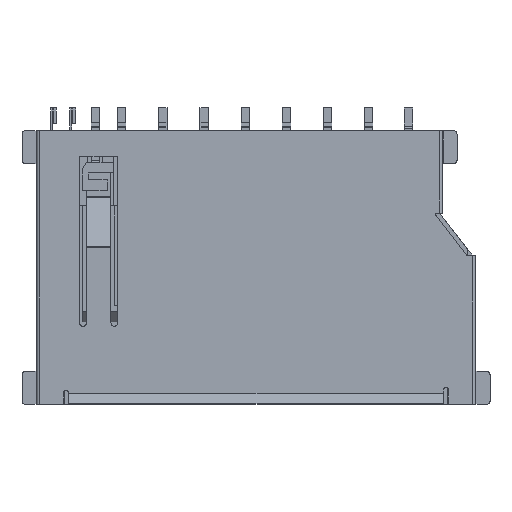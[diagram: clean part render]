
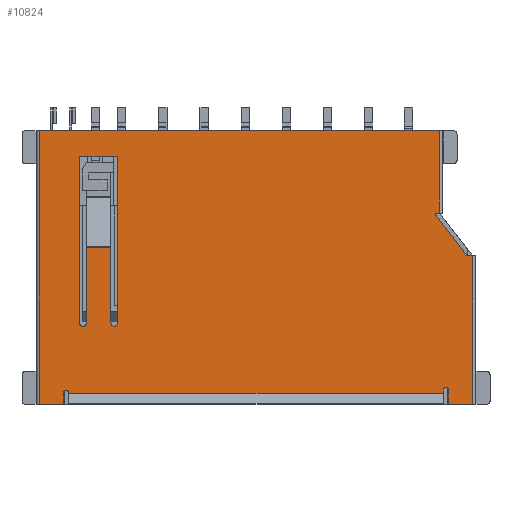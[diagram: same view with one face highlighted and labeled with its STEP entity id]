
A CAD part, top view. The second image highlights one B-rep face of the part: STEP entity #10824.
In plain terms, the highlighted face is planar.
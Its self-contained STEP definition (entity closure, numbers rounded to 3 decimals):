
#10003 = VERTEX_POINT('',#10004);
#10004 = CARTESIAN_POINT('',(-8.8,-25.64,0.091));
#10063 = VERTEX_POINT('',#10064);
#10064 = CARTESIAN_POINT('',(-10.3,-25.64,0.091));
#10099 = VERTEX_POINT('',#10100);
#10100 = CARTESIAN_POINT('',(10.924,-23.838,
    0.747));
#10106 = EDGE_CURVE('',#10107,#10099,#10109,.T.);
#10107 = VERTEX_POINT('',#10108);
#10108 = CARTESIAN_POINT('',(11.003,-23.687,
    0.802));
#10109 = CIRCLE('',#10110,0.1);
#10110 = AXIS2_PLACEMENT_3D('',#10111,#10112,#10113);
#10111 = CARTESIAN_POINT('',(11.003,-23.781,
    0.768));
#10112 = DIRECTION('',(0.,-0.342,0.94));
#10113 = DIRECTION('',(0.,-0.94,-0.342));
#10131 = VERTEX_POINT('',#10132);
#10132 = CARTESIAN_POINT('',(11.15,-23.687,0.802));
#10137 = EDGE_CURVE('',#10131,#10107,#10138,.T.);
#10138 = LINE('',#10139,#10140);
#10139 = CARTESIAN_POINT('',(13.8,-23.687,0.802));
#10140 = VECTOR('',#10141,1.);
#10141 = DIRECTION('',(-1.,0.,0.));
#10154 = VERTEX_POINT('',#10155);
#10155 = CARTESIAN_POINT('',(12.8,-26.13,-0.087));
#10161 = EDGE_CURVE('',#10154,#10099,#10162,.T.);
#10162 = LINE('',#10163,#10164);
#10163 = CARTESIAN_POINT('',(12.8,-26.13,-0.087));
#10164 = VECTOR('',#10165,1.);
#10165 = DIRECTION('',(-0.61,0.745,0.271));
#10211 = VERTEX_POINT('',#10212);
#10212 = CARTESIAN_POINT('',(13.15,-26.13,-0.087)
  );
#10217 = EDGE_CURVE('',#10211,#10154,#10218,.T.);
#10218 = LINE('',#10219,#10220);
#10219 = CARTESIAN_POINT('',(15.8,-26.13,-0.087));
#10220 = VECTOR('',#10221,1.);
#10221 = DIRECTION('',(-1.,0.,0.));
#10234 = VERTEX_POINT('',#10235);
#10235 = CARTESIAN_POINT('',(-13.15,-18.988,2.512));
#10240 = EDGE_CURVE('',#10234,#10241,#10243,.T.);
#10241 = VERTEX_POINT('',#10242);
#10242 = CARTESIAN_POINT('',(11.15,-18.988,2.512));
#10243 = LINE('',#10244,#10245);
#10244 = CARTESIAN_POINT('',(-16.8,-18.988,2.512));
#10245 = VECTOR('',#10246,1.);
#10246 = DIRECTION('',(1.,0.,0.));
#10329 = VERTEX_POINT('',#10330);
#10330 = CARTESIAN_POINT('',(11.675,-34.587,
    -3.166));
#10336 = EDGE_CURVE('',#10329,#10337,#10339,.T.);
#10337 = VERTEX_POINT('',#10338);
#10338 = CARTESIAN_POINT('',(13.15,-34.587,-3.166));
#10339 = LINE('',#10340,#10341);
#10340 = CARTESIAN_POINT('',(11.675,-34.587,
    -3.166));
#10341 = VECTOR('',#10342,1.);
#10342 = DIRECTION('',(1.,0.,0.));
#10359 = VERTEX_POINT('',#10360);
#10360 = CARTESIAN_POINT('',(-13.15,-34.587,-3.166));
#10365 = EDGE_CURVE('',#10359,#10366,#10368,.T.);
#10366 = VERTEX_POINT('',#10367);
#10367 = CARTESIAN_POINT('',(-11.675,-34.587,-3.166)
  );
#10368 = LINE('',#10369,#10370);
#10369 = CARTESIAN_POINT('',(-16.8,-34.587,-3.166));
#10370 = VECTOR('',#10371,1.);
#10371 = DIRECTION('',(1.,0.,0.));
#10388 = VERTEX_POINT('',#10389);
#10389 = CARTESIAN_POINT('',(11.675,-33.767,
    -2.867));
#10395 = EDGE_CURVE('',#10388,#10329,#10396,.T.);
#10396 = LINE('',#10397,#10398);
#10397 = CARTESIAN_POINT('',(11.675,-33.767,
    -2.867));
#10398 = VECTOR('',#10399,1.);
#10399 = DIRECTION('',(0.,-0.94,-0.342));
#10412 = EDGE_CURVE('',#10366,#10413,#10415,.T.);
#10413 = VERTEX_POINT('',#10414);
#10414 = CARTESIAN_POINT('',(-11.675,-33.939,-2.93)
  );
#10415 = LINE('',#10416,#10417);
#10416 = CARTESIAN_POINT('',(-11.675,-34.587,-3.166)
  );
#10417 = VECTOR('',#10418,1.);
#10418 = DIRECTION('',(0.,0.94,0.342));
#10436 = EDGE_CURVE('',#10388,#10437,#10439,.T.);
#10437 = VERTEX_POINT('',#10438);
#10438 = CARTESIAN_POINT('',(11.375,-33.767,-2.867)
  );
#10439 = CIRCLE('',#10440,0.15);
#10440 = AXIS2_PLACEMENT_3D('',#10441,#10442,#10443);
#10441 = CARTESIAN_POINT('',(11.525,-33.767,
    -2.867));
#10442 = DIRECTION('',(0.,-0.342,0.94));
#10443 = DIRECTION('',(1.,0.,0.));
#10461 = VERTEX_POINT('',#10462);
#10462 = CARTESIAN_POINT('',(-11.375,-33.939,-2.93)
  );
#10468 = EDGE_CURVE('',#10461,#10413,#10469,.T.);
#10469 = CIRCLE('',#10470,0.15);
#10470 = AXIS2_PLACEMENT_3D('',#10471,#10472,#10473);
#10471 = CARTESIAN_POINT('',(-11.525,-33.939,-2.93)
  );
#10472 = DIRECTION('',(0.,-0.342,0.94));
#10473 = DIRECTION('',(1.,0.,0.));
#10487 = EDGE_CURVE('',#10437,#10488,#10490,.T.);
#10488 = VERTEX_POINT('',#10489);
#10489 = CARTESIAN_POINT('',(11.375,-33.968,-2.94)
  );
#10490 = LINE('',#10491,#10492);
#10491 = CARTESIAN_POINT('',(11.375,-33.767,-2.867)
  );
#10492 = VECTOR('',#10493,1.);
#10493 = DIRECTION('',(0.,-0.94,-0.342));
#10510 = VERTEX_POINT('',#10511);
#10511 = CARTESIAN_POINT('',(-11.375,-33.968,-2.94)
  );
#10516 = EDGE_CURVE('',#10510,#10461,#10517,.T.);
#10517 = LINE('',#10518,#10519);
#10518 = CARTESIAN_POINT('',(-11.375,-34.587,-3.166)
  );
#10519 = VECTOR('',#10520,1.);
#10520 = DIRECTION('',(0.,0.94,0.342));
#10565 = VERTEX_POINT('',#10566);
#10566 = CARTESIAN_POINT('',(-10.7,-29.954,-1.479));
#10572 = EDGE_CURVE('',#10565,#10573,#10575,.T.);
#10573 = VERTEX_POINT('',#10574);
#10574 = CARTESIAN_POINT('',(-10.3,-29.954,-1.479));
#10575 = CIRCLE('',#10576,0.2);
#10576 = AXIS2_PLACEMENT_3D('',#10577,#10578,#10579);
#10577 = CARTESIAN_POINT('',(-10.5,-29.954,-1.479));
#10578 = DIRECTION('',(0.,-0.342,0.94));
#10579 = DIRECTION('',(1.,0.,0.));
#10598 = EDGE_CURVE('',#10573,#10063,#10599,.T.);
#10599 = LINE('',#10600,#10601);
#10600 = CARTESIAN_POINT('',(-10.3,-29.954,-1.479));
#10601 = VECTOR('',#10602,1.);
#10602 = DIRECTION('',(0.,0.94,0.342));
#10615 = EDGE_CURVE('',#10003,#10616,#10618,.T.);
#10616 = VERTEX_POINT('',#10617);
#10617 = CARTESIAN_POINT('',(-8.8,-29.954,-1.479));
#10618 = LINE('',#10619,#10620);
#10619 = CARTESIAN_POINT('',(-8.8,-20.839,1.838));
#10620 = VECTOR('',#10621,1.);
#10621 = DIRECTION('',(0.,-0.94,-0.342));
#10638 = EDGE_CURVE('',#10616,#10639,#10641,.T.);
#10639 = VERTEX_POINT('',#10640);
#10640 = CARTESIAN_POINT('',(-8.4,-29.954,-1.479));
#10641 = CIRCLE('',#10642,0.2);
#10642 = AXIS2_PLACEMENT_3D('',#10643,#10644,#10645);
#10643 = CARTESIAN_POINT('',(-8.6,-29.954,-1.479));
#10644 = DIRECTION('',(0.,-0.342,0.94));
#10645 = DIRECTION('',(1.,0.,0.));
#10663 = VERTEX_POINT('',#10664);
#10664 = CARTESIAN_POINT('',(-8.4,-20.463,1.975));
#10670 = EDGE_CURVE('',#10663,#10639,#10671,.T.);
#10671 = LINE('',#10672,#10673);
#10672 = CARTESIAN_POINT('',(-8.4,-20.463,1.975));
#10673 = VECTOR('',#10674,1.);
#10674 = DIRECTION('',(0.,-0.94,-0.342));
#10687 = VERTEX_POINT('',#10688);
#10688 = CARTESIAN_POINT('',(-10.7,-20.463,1.975));
#10694 = EDGE_CURVE('',#10687,#10663,#10695,.T.);
#10695 = LINE('',#10696,#10697);
#10696 = CARTESIAN_POINT('',(-10.7,-20.463,1.975));
#10697 = VECTOR('',#10698,1.);
#10698 = DIRECTION('',(1.,0.,0.));
#10711 = EDGE_CURVE('',#10565,#10687,#10712,.T.);
#10712 = LINE('',#10713,#10714);
#10713 = CARTESIAN_POINT('',(-10.7,-29.954,-1.479));
#10714 = VECTOR('',#10715,1.);
#10715 = DIRECTION('',(0.,0.94,0.342));
#10750 = EDGE_CURVE('',#10003,#10063,#10751,.T.);
#10751 = LINE('',#10752,#10753);
#10752 = CARTESIAN_POINT('',(-10.3,-25.64,0.091));
#10753 = VECTOR('',#10754,1.);
#10754 = DIRECTION('',(-1.,-0.,-0.));
#10824 = ADVANCED_FACE('',(#10825,#10864),#10874,.T.);
#10825 = FACE_BOUND('',#10826,.T.);
#10826 = EDGE_LOOP('',(#10827,#10828,#10829,#10835,#10836,#10842,#10843,
    #10844,#10845,#10846,#10852,#10853,#10854,#10855,#10856,#10862,
    #10863));
#10827 = ORIENTED_EDGE('',*,*,#10106,.F.);
#10828 = ORIENTED_EDGE('',*,*,#10137,.F.);
#10829 = ORIENTED_EDGE('',*,*,#10830,.T.);
#10830 = EDGE_CURVE('',#10131,#10241,#10831,.T.);
#10831 = LINE('',#10832,#10833);
#10832 = CARTESIAN_POINT('',(11.15,-23.687,0.802));
#10833 = VECTOR('',#10834,1.);
#10834 = DIRECTION('',(0.,0.94,0.342));
#10835 = ORIENTED_EDGE('',*,*,#10240,.F.);
#10836 = ORIENTED_EDGE('',*,*,#10837,.F.);
#10837 = EDGE_CURVE('',#10359,#10234,#10838,.T.);
#10838 = LINE('',#10839,#10840);
#10839 = CARTESIAN_POINT('',(-13.15,-34.587,-3.166));
#10840 = VECTOR('',#10841,1.);
#10841 = DIRECTION('',(0.,0.94,0.342));
#10842 = ORIENTED_EDGE('',*,*,#10365,.T.);
#10843 = ORIENTED_EDGE('',*,*,#10412,.T.);
#10844 = ORIENTED_EDGE('',*,*,#10468,.F.);
#10845 = ORIENTED_EDGE('',*,*,#10516,.F.);
#10846 = ORIENTED_EDGE('',*,*,#10847,.T.);
#10847 = EDGE_CURVE('',#10510,#10488,#10848,.T.);
#10848 = LINE('',#10849,#10850);
#10849 = CARTESIAN_POINT('',(-11.375,-33.968,-2.94)
  );
#10850 = VECTOR('',#10851,1.);
#10851 = DIRECTION('',(1.,0.,0.));
#10852 = ORIENTED_EDGE('',*,*,#10487,.F.);
#10853 = ORIENTED_EDGE('',*,*,#10436,.F.);
#10854 = ORIENTED_EDGE('',*,*,#10395,.T.);
#10855 = ORIENTED_EDGE('',*,*,#10336,.T.);
#10856 = ORIENTED_EDGE('',*,*,#10857,.F.);
#10857 = EDGE_CURVE('',#10211,#10337,#10858,.T.);
#10858 = LINE('',#10859,#10860);
#10859 = CARTESIAN_POINT('',(13.15,-34.587,-3.166));
#10860 = VECTOR('',#10861,1.);
#10861 = DIRECTION('',(-0.,-0.94,-0.342));
#10862 = ORIENTED_EDGE('',*,*,#10217,.T.);
#10863 = ORIENTED_EDGE('',*,*,#10161,.T.);
#10864 = FACE_BOUND('',#10865,.T.);
#10865 = EDGE_LOOP('',(#10866,#10867,#10868,#10869,#10870,#10871,#10872,
    #10873));
#10866 = ORIENTED_EDGE('',*,*,#10572,.F.);
#10867 = ORIENTED_EDGE('',*,*,#10711,.T.);
#10868 = ORIENTED_EDGE('',*,*,#10694,.T.);
#10869 = ORIENTED_EDGE('',*,*,#10670,.T.);
#10870 = ORIENTED_EDGE('',*,*,#10638,.F.);
#10871 = ORIENTED_EDGE('',*,*,#10615,.F.);
#10872 = ORIENTED_EDGE('',*,*,#10750,.T.);
#10873 = ORIENTED_EDGE('',*,*,#10598,.F.);
#10874 = PLANE('',#10875);
#10875 = AXIS2_PLACEMENT_3D('',#10876,#10877,#10878);
#10876 = CARTESIAN_POINT('',(-1.79,-26.389,
    -0.182));
#10877 = DIRECTION('',(0.,-0.342,0.94));
#10878 = DIRECTION('',(1.,0.,0.));
